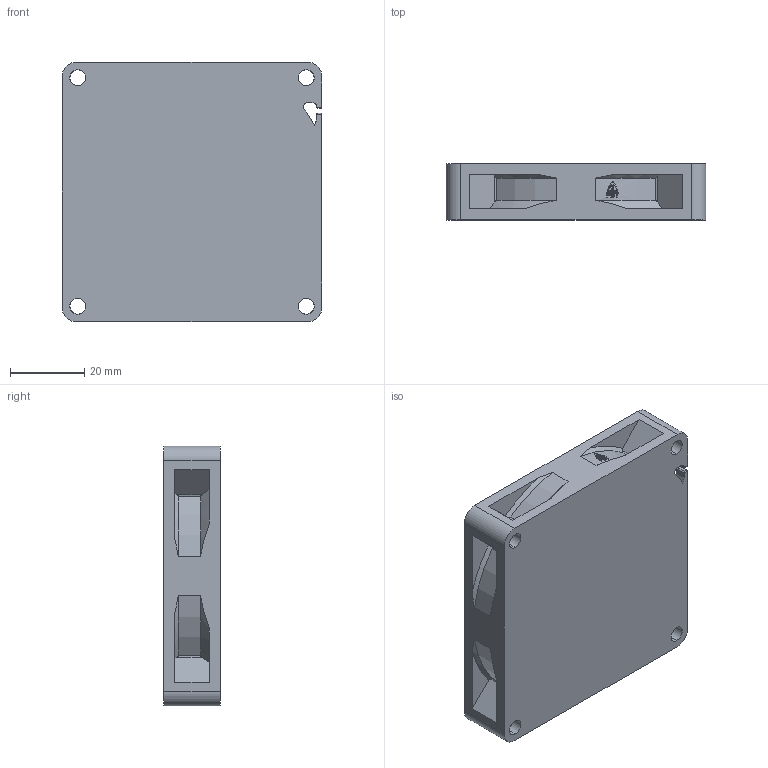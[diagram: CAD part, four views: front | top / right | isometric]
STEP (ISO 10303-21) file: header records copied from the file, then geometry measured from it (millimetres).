
FILE_DESCRIPTION((''),'2;1');
FILE_NAME('ASM0001_SUNNY_ASM','2011-11-10T',('STEVEN.HUNG'),(''),'PRO/ENGINEER BY PARAMETRIC TECHNOLOGY CORPORATION, 2007450','PRO/ENGINEER BY PARAMETRIC TECHNOLOGY CORPORATION, 2007450','');
FILE_SCHEMA(('CONFIG_CONTROL_DESIGN'));
Products named in the file (3): 410022120004; IMP; ASM0001_SUNNY_ASM
Assembly tree (2 placements, depth 2):
  ASM0001_SUNNY_ASM
    410022120004
    IMP
Bounding box: 70 x 15.2 x 70 mm (x, y, z)
Volume: 30406.2 mm3; surface area: 26407.6 mm2
Topology: 2 solids, 2 shells, 508 faces, 1414 edges, 930 vertices
Faces by surface type: plane 242, cylinder 150, bspline 57, cone 44, torus 15
Entity records: 18524 total; most frequent: CARTESIAN_POINT 5755, ORIENTED_EDGE 2828, DIRECTION 2459, EDGE_CURVE 1414, VERTEX_POINT 930, AXIS2_PLACEMENT_3D 905, VECTOR 649, LINE 649
